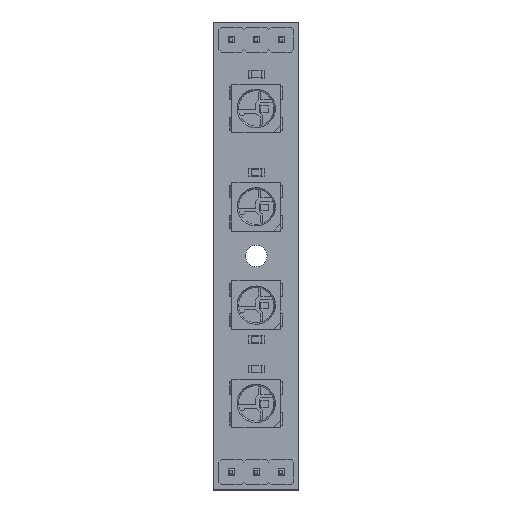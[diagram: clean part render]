
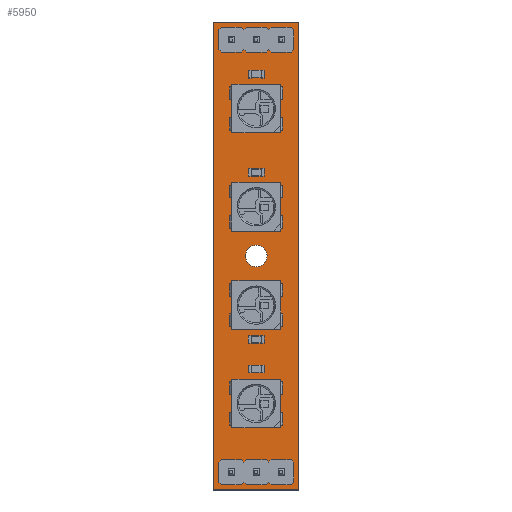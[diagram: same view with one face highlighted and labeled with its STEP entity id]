
A CAD part, top view. The second image highlights one B-rep face of the part: STEP entity #5950.
In plain terms, the highlighted planar face has unit normal (0, 0, 1).
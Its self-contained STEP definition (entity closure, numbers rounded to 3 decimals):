
#5761 = VERTEX_POINT('',#5762);
#5762 = CARTESIAN_POINT('',(154.3,-123.8,1.6));
#5768 = EDGE_CURVE('',#5761,#5769,#5771,.T.);
#5769 = VERTEX_POINT('',#5770);
#5770 = CARTESIAN_POINT('',(145.65,-123.8,1.6));
#5771 = LINE('',#5772,#5773);
#5772 = CARTESIAN_POINT('',(154.3,-123.8,1.6));
#5773 = VECTOR('',#5774,1.);
#5774 = DIRECTION('',(-1.,0.,0.));
#5801 = VERTEX_POINT('',#5802);
#5802 = CARTESIAN_POINT('',(154.3,-76.2,1.6));
#5808 = EDGE_CURVE('',#5801,#5761,#5809,.T.);
#5809 = LINE('',#5810,#5811);
#5810 = CARTESIAN_POINT('',(154.3,-76.2,1.6));
#5811 = VECTOR('',#5812,1.);
#5812 = DIRECTION('',(0.,-1.,0.));
#5830 = EDGE_CURVE('',#5769,#5831,#5833,.T.);
#5831 = VERTEX_POINT('',#5832);
#5832 = CARTESIAN_POINT('',(145.65,-76.2,1.6));
#5833 = LINE('',#5834,#5835);
#5834 = CARTESIAN_POINT('',(145.65,-123.8,1.6));
#5835 = VECTOR('',#5836,1.);
#5836 = DIRECTION('',(0.,1.,0.));
#5950 = ADVANCED_FACE('',(#5951,#5962,#5973,#5984,#5995,#6006,#6017,
    #6028),#6039,.T.);
#5951 = FACE_BOUND('',#5952,.T.);
#5952 = EDGE_LOOP('',(#5953,#5954,#5955,#5961));
#5953 = ORIENTED_EDGE('',*,*,#5768,.F.);
#5954 = ORIENTED_EDGE('',*,*,#5808,.F.);
#5955 = ORIENTED_EDGE('',*,*,#5956,.F.);
#5956 = EDGE_CURVE('',#5831,#5801,#5957,.T.);
#5957 = LINE('',#5958,#5959);
#5958 = CARTESIAN_POINT('',(145.65,-76.2,1.6));
#5959 = VECTOR('',#5960,1.);
#5960 = DIRECTION('',(1.,0.,0.));
#5961 = ORIENTED_EDGE('',*,*,#5830,.F.);
#5962 = FACE_BOUND('',#5963,.T.);
#5963 = EDGE_LOOP('',(#5964));
#5964 = ORIENTED_EDGE('',*,*,#5965,.T.);
#5965 = EDGE_CURVE('',#5966,#5966,#5968,.T.);
#5966 = VERTEX_POINT('',#5967);
#5967 = CARTESIAN_POINT('',(147.46,-122.5,1.6));
#5968 = CIRCLE('',#5969,0.5);
#5969 = AXIS2_PLACEMENT_3D('',#5970,#5971,#5972);
#5970 = CARTESIAN_POINT('',(147.46,-122.,1.6));
#5971 = DIRECTION('',(-0.,0.,-1.));
#5972 = DIRECTION('',(-0.,-1.,0.));
#5973 = FACE_BOUND('',#5974,.T.);
#5974 = EDGE_LOOP('',(#5975));
#5975 = ORIENTED_EDGE('',*,*,#5976,.T.);
#5976 = EDGE_CURVE('',#5977,#5977,#5979,.T.);
#5977 = VERTEX_POINT('',#5978);
#5978 = CARTESIAN_POINT('',(150.,-122.5,1.6));
#5979 = CIRCLE('',#5980,0.5);
#5980 = AXIS2_PLACEMENT_3D('',#5981,#5982,#5983);
#5981 = CARTESIAN_POINT('',(150.,-122.,1.6));
#5982 = DIRECTION('',(-0.,0.,-1.));
#5983 = DIRECTION('',(-0.,-1.,0.));
#5984 = FACE_BOUND('',#5985,.T.);
#5985 = EDGE_LOOP('',(#5986));
#5986 = ORIENTED_EDGE('',*,*,#5987,.T.);
#5987 = EDGE_CURVE('',#5988,#5988,#5990,.T.);
#5988 = VERTEX_POINT('',#5989);
#5989 = CARTESIAN_POINT('',(152.54,-122.5,1.6));
#5990 = CIRCLE('',#5991,0.5);
#5991 = AXIS2_PLACEMENT_3D('',#5992,#5993,#5994);
#5992 = CARTESIAN_POINT('',(152.54,-122.,1.6));
#5993 = DIRECTION('',(-0.,0.,-1.));
#5994 = DIRECTION('',(-0.,-1.,0.));
#5995 = FACE_BOUND('',#5996,.T.);
#5996 = EDGE_LOOP('',(#5997));
#5997 = ORIENTED_EDGE('',*,*,#5998,.T.);
#5998 = EDGE_CURVE('',#5999,#5999,#6001,.T.);
#5999 = VERTEX_POINT('',#6000);
#6000 = CARTESIAN_POINT('',(147.46,-78.5,1.6));
#6001 = CIRCLE('',#6002,0.5);
#6002 = AXIS2_PLACEMENT_3D('',#6003,#6004,#6005);
#6003 = CARTESIAN_POINT('',(147.46,-78.,1.6));
#6004 = DIRECTION('',(-0.,0.,-1.));
#6005 = DIRECTION('',(-0.,-1.,0.));
#6006 = FACE_BOUND('',#6007,.T.);
#6007 = EDGE_LOOP('',(#6008));
#6008 = ORIENTED_EDGE('',*,*,#6009,.T.);
#6009 = EDGE_CURVE('',#6010,#6010,#6012,.T.);
#6010 = VERTEX_POINT('',#6011);
#6011 = CARTESIAN_POINT('',(150.,-101.1,1.6));
#6012 = CIRCLE('',#6013,1.1);
#6013 = AXIS2_PLACEMENT_3D('',#6014,#6015,#6016);
#6014 = CARTESIAN_POINT('',(150.,-100.,1.6));
#6015 = DIRECTION('',(-0.,0.,-1.));
#6016 = DIRECTION('',(-0.,-1.,0.));
#6017 = FACE_BOUND('',#6018,.T.);
#6018 = EDGE_LOOP('',(#6019));
#6019 = ORIENTED_EDGE('',*,*,#6020,.T.);
#6020 = EDGE_CURVE('',#6021,#6021,#6023,.T.);
#6021 = VERTEX_POINT('',#6022);
#6022 = CARTESIAN_POINT('',(150.,-78.5,1.6));
#6023 = CIRCLE('',#6024,0.5);
#6024 = AXIS2_PLACEMENT_3D('',#6025,#6026,#6027);
#6025 = CARTESIAN_POINT('',(150.,-78.,1.6));
#6026 = DIRECTION('',(-0.,0.,-1.));
#6027 = DIRECTION('',(-0.,-1.,0.));
#6028 = FACE_BOUND('',#6029,.T.);
#6029 = EDGE_LOOP('',(#6030));
#6030 = ORIENTED_EDGE('',*,*,#6031,.T.);
#6031 = EDGE_CURVE('',#6032,#6032,#6034,.T.);
#6032 = VERTEX_POINT('',#6033);
#6033 = CARTESIAN_POINT('',(152.54,-78.5,1.6));
#6034 = CIRCLE('',#6035,0.5);
#6035 = AXIS2_PLACEMENT_3D('',#6036,#6037,#6038);
#6036 = CARTESIAN_POINT('',(152.54,-78.,1.6));
#6037 = DIRECTION('',(-0.,0.,-1.));
#6038 = DIRECTION('',(-0.,-1.,0.));
#6039 = PLANE('',#6040);
#6040 = AXIS2_PLACEMENT_3D('',#6041,#6042,#6043);
#6041 = CARTESIAN_POINT('',(0.,0.,1.6));
#6042 = DIRECTION('',(0.,0.,1.));
#6043 = DIRECTION('',(1.,0.,-0.));
